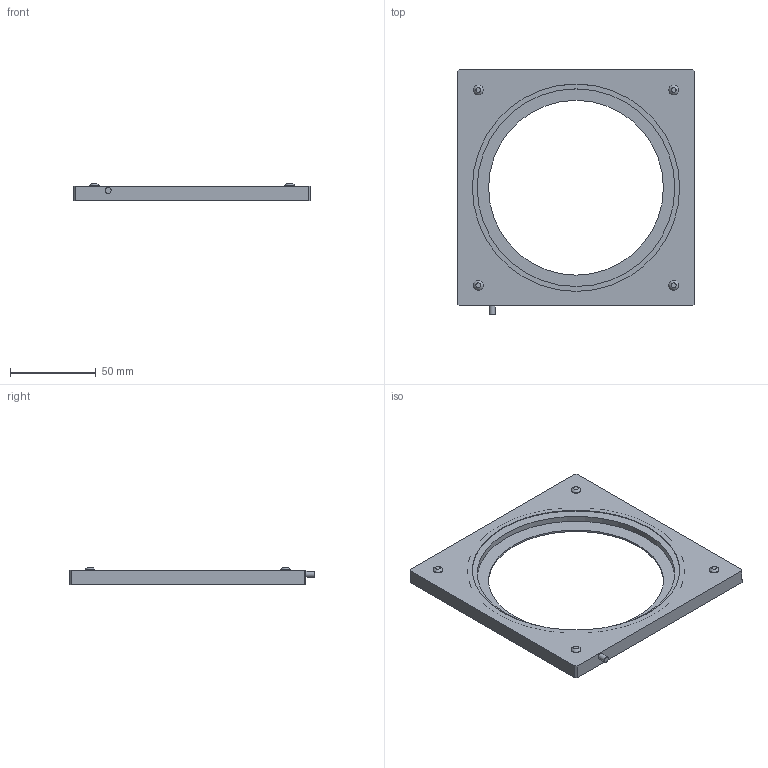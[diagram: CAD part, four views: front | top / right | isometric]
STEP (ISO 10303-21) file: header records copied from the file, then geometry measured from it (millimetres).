
FILE_DESCRIPTION (( 'STEP AP203' ), '1' );
FILE_NAME ('SRZ-138x.STEP', '2016-01-26T09:12:05', ( 'CCS Inc' ), ( 'CCS Inc' ), 'SwSTEP 2.0', 'SolidWorks 2011', '' );
FILE_SCHEMA (( 'CONFIG_CONTROL_DESIGN' ));
Length unit declared in the file: millimetre
Products named in the file (1): SRZ-138x
Bounding box: 138 x 143 x 10.05 mm (x, y, z)
Volume: 67610.7 mm3; surface area: 34737.1 mm2
Topology: 1 solids, 1 shells, 49 faces, 86 edges, 60 vertices
Faces by surface type: plane 27, cylinder 18, sphere 4
Full cylindrical faces by diameter (mm): 2.5 x4, 3.5 x1, 3.6 x4, 5.7 x4, 102 x1, 115.32 x1, 121 x1, 121.98 x1, 127.02 x1
Entity records: 1159 total; most frequent: DIRECTION 204, CARTESIAN_POINT 170, ORIENTED_EDGE 128, AXIS2_PLACEMENT_3D 90, EDGE_LOOP 90, FACE_OUTER_BOUND 71, EDGE_CURVE 64, VERTEX_POINT 56
